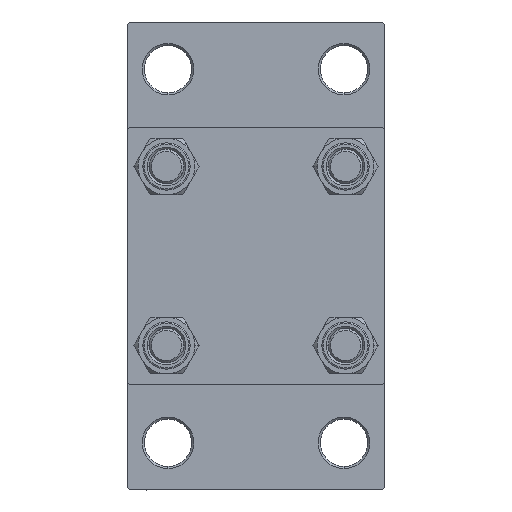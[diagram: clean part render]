
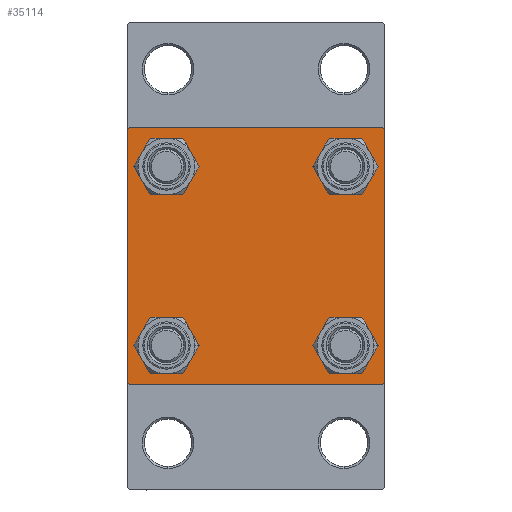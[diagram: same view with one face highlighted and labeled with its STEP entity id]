
A CAD part, left-side view. The second image highlights one B-rep face of the part: STEP entity #35114.
In plain terms, the highlighted planar face has unit normal (-1, 0, 0).
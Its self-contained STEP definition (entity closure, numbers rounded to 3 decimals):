
#65 = EDGE_CURVE ( 'NONE', #17548, #6680, #442, .T. ) ;
#183 = DIRECTION ( 'NONE',  ( 0., -1., 0. ) ) ;
#442 = LINE ( 'NONE', #7252, #7280 ) ;
#466 = EDGE_CURVE ( 'NONE', #37958, #21769, #17290, .T. ) ;
#699 = FACE_BOUND ( 'NONE', #8639, .T. ) ;
#961 = EDGE_LOOP ( 'NONE', ( #14216, #47803, #23686, #1489, #45526, #3215, #36359, #20086 ) ) ;
#1338 = CARTESIAN_POINT ( 'NONE',  ( 0., 30., 30. ) ) ;
#1389 = CARTESIAN_POINT ( 'NONE',  ( 0., 20.85, -20.85 ) ) ;
#1489 = ORIENTED_EDGE ( 'NONE', *, *, #43948, .T. ) ;
#1530 = CARTESIAN_POINT ( 'NONE',  ( 0., 20.85, 20.85 ) ) ;
#2146 = EDGE_CURVE ( 'NONE', #40925, #15393, #31943, .T. ) ;
#3119 = ORIENTED_EDGE ( 'NONE', *, *, #26900, .T. ) ;
#3215 = ORIENTED_EDGE ( 'NONE', *, *, #5647, .T. ) ;
#3637 = AXIS2_PLACEMENT_3D ( 'NONE', #19273, #11548, #26299 ) ;
#4224 = DIRECTION ( 'NONE',  ( 0., -0.707, -0.707 ) ) ;
#4253 = CARTESIAN_POINT ( 'NONE',  ( 0., -20.85, 16.35 ) ) ;
#4271 = DIRECTION ( 'NONE',  ( 1., 0., 0. ) ) ;
#5140 = ORIENTED_EDGE ( 'NONE', *, *, #11143, .T. ) ;
#5445 = ORIENTED_EDGE ( 'NONE', *, *, #18268, .T. ) ;
#5647 = EDGE_CURVE ( 'NONE', #11281, #29130, #43825, .T. ) ;
#5775 = DIRECTION ( 'NONE',  ( 1., 0., 0. ) ) ;
#6680 = VERTEX_POINT ( 'NONE', #24135 ) ;
#6826 = CARTESIAN_POINT ( 'NONE',  ( 0., -20.85, -20.85 ) ) ;
#7157 = LINE ( 'NONE', #30133, #13507 ) ;
#7252 = CARTESIAN_POINT ( 'NONE',  ( 0., 30., -30. ) ) ;
#7280 = VECTOR ( 'NONE', #19080, 1000. ) ;
#7286 = VERTEX_POINT ( 'NONE', #26447 ) ;
#8389 = CARTESIAN_POINT ( 'NONE',  ( 0., 20.85, -20.85 ) ) ;
#8407 = CIRCLE ( 'NONE', #14601, 4.5 ) ;
#8639 = EDGE_LOOP ( 'NONE', ( #12427, #5445 ) ) ;
#10026 = VERTEX_POINT ( 'NONE', #4253 ) ;
#10056 = LINE ( 'NONE', #25293, #32191 ) ;
#10250 = EDGE_CURVE ( 'NONE', #11281, #11585, #10056, .T. ) ;
#11035 = DIRECTION ( 'NONE',  ( 0., -0.707, 0.707 ) ) ;
#11143 = EDGE_CURVE ( 'NONE', #10026, #7286, #19841, .T. ) ;
#11281 = VERTEX_POINT ( 'NONE', #30656 ) ;
#11291 = CARTESIAN_POINT ( 'NONE',  ( 0., 20.85, -16.35 ) ) ;
#11403 = DIRECTION ( 'NONE',  ( 1., 0., 0. ) ) ;
#11548 = DIRECTION ( 'NONE',  ( 1., 0., 0. ) ) ;
#11585 = VERTEX_POINT ( 'NONE', #23402 ) ;
#12086 = PLANE ( 'NONE',  #28396 ) ;
#12427 = ORIENTED_EDGE ( 'NONE', *, *, #45076, .T. ) ;
#12638 = CIRCLE ( 'NONE', #31952, 4.5 ) ;
#12650 = LINE ( 'NONE', #27413, #40848 ) ;
#13507 = VECTOR ( 'NONE', #14416, 1000. ) ;
#13631 = CARTESIAN_POINT ( 'NONE',  ( 0., 29.5, -30. ) ) ;
#13729 = EDGE_CURVE ( 'NONE', #42886, #17548, #22628, .T. ) ;
#14151 = ORIENTED_EDGE ( 'NONE', *, *, #16912, .T. ) ;
#14216 = ORIENTED_EDGE ( 'NONE', *, *, #36624, .T. ) ;
#14416 = DIRECTION ( 'NONE',  ( 0., 0.707, -0.707 ) ) ;
#14601 = AXIS2_PLACEMENT_3D ( 'NONE', #43570, #39924, #24894 ) ;
#14781 = AXIS2_PLACEMENT_3D ( 'NONE', #1530, #16053, #16290 ) ;
#15393 = VERTEX_POINT ( 'NONE', #11291 ) ;
#15464 = CARTESIAN_POINT ( 'NONE',  ( 0., 0., 0. ) ) ;
#16053 = DIRECTION ( 'NONE',  ( 1., 0., 0. ) ) ;
#16148 = DIRECTION ( 'NONE',  ( 0., 0., 1. ) ) ;
#16290 = DIRECTION ( 'NONE',  ( 0., 0., 1. ) ) ;
#16912 = EDGE_CURVE ( 'NONE', #7286, #10026, #34037, .T. ) ;
#17060 = VERTEX_POINT ( 'NONE', #39413 ) ;
#17290 = CIRCLE ( 'NONE', #21966, 4.5 ) ;
#17548 = VERTEX_POINT ( 'NONE', #13631 ) ;
#18268 = EDGE_CURVE ( 'NONE', #38324, #19501, #38795, .T. ) ;
#18802 = CIRCLE ( 'NONE', #25009, 4.5 ) ;
#19036 = DIRECTION ( 'NONE',  ( 0., 0., 1. ) ) ;
#19080 = DIRECTION ( 'NONE',  ( 0., -1., 0. ) ) ;
#19095 = FACE_BOUND ( 'NONE', #28959, .T. ) ;
#19273 = CARTESIAN_POINT ( 'NONE',  ( 0., -20.85, 20.85 ) ) ;
#19501 = VERTEX_POINT ( 'NONE', #26811 ) ;
#19560 = AXIS2_PLACEMENT_3D ( 'NONE', #8389, #4271, #19036 ) ;
#19666 = VECTOR ( 'NONE', #36545, 1000. ) ;
#19841 = CIRCLE ( 'NONE', #3637, 4.5 ) ;
#19973 = LINE ( 'NONE', #1338, #34627 ) ;
#20072 = VECTOR ( 'NONE', #4224, 1000. ) ;
#20086 = ORIENTED_EDGE ( 'NONE', *, *, #30342, .T. ) ;
#20221 = DIRECTION ( 'NONE',  ( 1., 0., 0. ) ) ;
#21769 = VERTEX_POINT ( 'NONE', #42547 ) ;
#21866 = CARTESIAN_POINT ( 'NONE',  ( 0., 30., -29.5 ) ) ;
#21966 = AXIS2_PLACEMENT_3D ( 'NONE', #34049, #20221, #22893 ) ;
#22628 = LINE ( 'NONE', #26734, #20072 ) ;
#22730 = FACE_BOUND ( 'NONE', #38669, .T. ) ;
#22878 = DIRECTION ( 'NONE',  ( 0., 0., -1. ) ) ;
#22893 = DIRECTION ( 'NONE',  ( 0., 0., 1. ) ) ;
#23349 = EDGE_CURVE ( 'NONE', #21769, #37958, #18802, .T. ) ;
#23402 = CARTESIAN_POINT ( 'NONE',  ( 0., -30., -29.5 ) ) ;
#23686 = ORIENTED_EDGE ( 'NONE', *, *, #65, .T. ) ;
#24135 = CARTESIAN_POINT ( 'NONE',  ( 0., -29.5, -30. ) ) ;
#24894 = DIRECTION ( 'NONE',  ( 0., 0., 1. ) ) ;
#25009 = AXIS2_PLACEMENT_3D ( 'NONE', #6826, #11403, #32724 ) ;
#25293 = CARTESIAN_POINT ( 'NONE',  ( 0., -30., 30. ) ) ;
#26299 = DIRECTION ( 'NONE',  ( 0., 0., 1. ) ) ;
#26447 = CARTESIAN_POINT ( 'NONE',  ( 0., -20.85, 25.35 ) ) ;
#26734 = CARTESIAN_POINT ( 'NONE',  ( 0., 29.75, -29.75 ) ) ;
#26811 = CARTESIAN_POINT ( 'NONE',  ( 0., 20.85, 25.35 ) ) ;
#26842 = DIRECTION ( 'NONE',  ( -1., 0., 0. ) ) ;
#26900 = EDGE_CURVE ( 'NONE', #15393, #40925, #12638, .T. ) ;
#27012 = CARTESIAN_POINT ( 'NONE',  ( 0., -20.85, -16.35 ) ) ;
#27413 = CARTESIAN_POINT ( 'NONE',  ( 0., -29.75, -29.75 ) ) ;
#28044 = ORIENTED_EDGE ( 'NONE', *, *, #23349, .T. ) ;
#28285 = DIRECTION ( 'NONE',  ( 0., 0., 1. ) ) ;
#28396 = AXIS2_PLACEMENT_3D ( 'NONE', #15464, #26842, #28285 ) ;
#28959 = EDGE_LOOP ( 'NONE', ( #3119, #45028 ) ) ;
#29130 = VERTEX_POINT ( 'NONE', #41313 ) ;
#30133 = CARTESIAN_POINT ( 'NONE',  ( 0., 29.75, 29.75 ) ) ;
#30342 = EDGE_CURVE ( 'NONE', #17060, #37464, #7157, .T. ) ;
#30656 = CARTESIAN_POINT ( 'NONE',  ( 0., -30., 29.5 ) ) ;
#31508 = CARTESIAN_POINT ( 'NONE',  ( 0., 20.85, -25.35 ) ) ;
#31943 = CIRCLE ( 'NONE', #19560, 4.5 ) ;
#31952 = AXIS2_PLACEMENT_3D ( 'NONE', #1389, #35043, #16148 ) ;
#32191 = VECTOR ( 'NONE', #32322, 1000. ) ;
#32322 = DIRECTION ( 'NONE',  ( 0., 0., -1. ) ) ;
#32724 = DIRECTION ( 'NONE',  ( 0., 0., 1. ) ) ;
#33361 = LINE ( 'NONE', #37017, #33885 ) ;
#33876 = FACE_OUTER_BOUND ( 'NONE', #961, .T. ) ;
#33885 = VECTOR ( 'NONE', #183, 1000. ) ;
#34037 = CIRCLE ( 'NONE', #46440, 4.5 ) ;
#34049 = CARTESIAN_POINT ( 'NONE',  ( 0., -20.85, -20.85 ) ) ;
#34627 = VECTOR ( 'NONE', #22878, 1000. ) ;
#34961 = ORIENTED_EDGE ( 'NONE', *, *, #466, .T. ) ;
#35043 = DIRECTION ( 'NONE',  ( 1., 0., 0. ) ) ;
#35114 = ADVANCED_FACE ( 'NONE', ( #22730, #37517, #19095, #699, #33876 ), #12086, .T. ) ;
#36359 = ORIENTED_EDGE ( 'NONE', *, *, #43645, .F. ) ;
#36545 = DIRECTION ( 'NONE',  ( 0., 0.707, 0.707 ) ) ;
#36624 = EDGE_CURVE ( 'NONE', #37464, #42886, #19973, .T. ) ;
#37017 = CARTESIAN_POINT ( 'NONE',  ( 0., 30., 30. ) ) ;
#37464 = VERTEX_POINT ( 'NONE', #37499 ) ;
#37499 = CARTESIAN_POINT ( 'NONE',  ( 0., 30., 29.5 ) ) ;
#37517 = FACE_BOUND ( 'NONE', #37674, .T. ) ;
#37674 = EDGE_LOOP ( 'NONE', ( #34961, #28044 ) ) ;
#37958 = VERTEX_POINT ( 'NONE', #27012 ) ;
#38324 = VERTEX_POINT ( 'NONE', #39973 ) ;
#38669 = EDGE_LOOP ( 'NONE', ( #14151, #5140 ) ) ;
#38724 = DIRECTION ( 'NONE',  ( 0., 0., 1. ) ) ;
#38795 = CIRCLE ( 'NONE', #14781, 4.5 ) ;
#39196 = CARTESIAN_POINT ( 'NONE',  ( 0., -20.85, 20.85 ) ) ;
#39413 = CARTESIAN_POINT ( 'NONE',  ( 0., 29.5, 30. ) ) ;
#39924 = DIRECTION ( 'NONE',  ( 1., 0., 0. ) ) ;
#39973 = CARTESIAN_POINT ( 'NONE',  ( 0., 20.85, 16.35 ) ) ;
#40183 = CARTESIAN_POINT ( 'NONE',  ( 0., -29.75, 29.75 ) ) ;
#40848 = VECTOR ( 'NONE', #11035, 1000. ) ;
#40925 = VERTEX_POINT ( 'NONE', #31508 ) ;
#41313 = CARTESIAN_POINT ( 'NONE',  ( 0., -29.5, 30. ) ) ;
#42547 = CARTESIAN_POINT ( 'NONE',  ( 0., -20.85, -25.35 ) ) ;
#42886 = VERTEX_POINT ( 'NONE', #21866 ) ;
#43570 = CARTESIAN_POINT ( 'NONE',  ( 0., 20.85, 20.85 ) ) ;
#43645 = EDGE_CURVE ( 'NONE', #17060, #29130, #33361, .T. ) ;
#43825 = LINE ( 'NONE', #40183, #19666 ) ;
#43948 = EDGE_CURVE ( 'NONE', #6680, #11585, #12650, .T. ) ;
#45028 = ORIENTED_EDGE ( 'NONE', *, *, #2146, .T. ) ;
#45076 = EDGE_CURVE ( 'NONE', #19501, #38324, #8407, .T. ) ;
#45526 = ORIENTED_EDGE ( 'NONE', *, *, #10250, .F. ) ;
#46440 = AXIS2_PLACEMENT_3D ( 'NONE', #39196, #5775, #38724 ) ;
#47803 = ORIENTED_EDGE ( 'NONE', *, *, #13729, .T. ) ;
